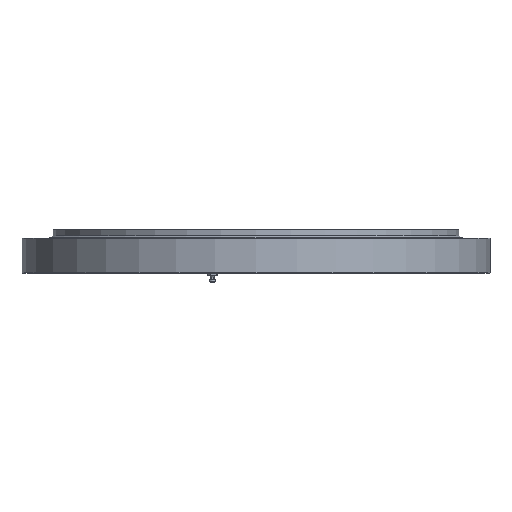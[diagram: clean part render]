
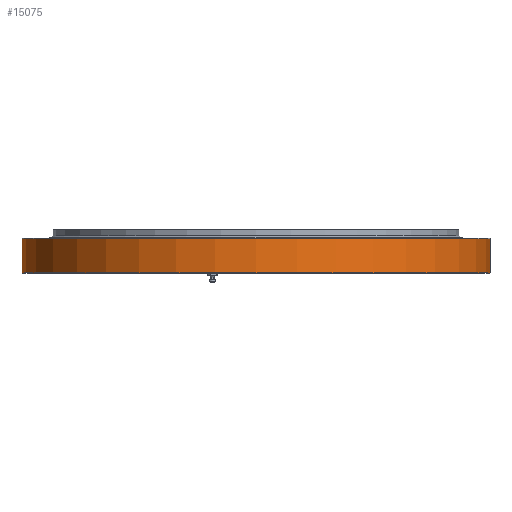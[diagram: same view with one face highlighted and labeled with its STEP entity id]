
A CAD part, front view. The second image highlights one B-rep face of the part: STEP entity #15075.
In plain terms, the highlighted cylindrical face has radius 267.5 mm (diameter 535 mm), a full revolution.
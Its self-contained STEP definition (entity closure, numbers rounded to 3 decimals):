
#1539 = CARTESIAN_POINT ( 'NONE',  ( 0., 0., 22. ) ) ;
#3265 = DIRECTION ( 'NONE',  ( 1., 0., 0. ) ) ;
#4712 = ORIENTED_EDGE ( 'NONE', *, *, #10132, .T. ) ;
#5237 = FACE_OUTER_BOUND ( 'NONE', #28248, .T. ) ;
#5395 = CARTESIAN_POINT ( 'NONE',  ( -267.5, 0., 22. ) ) ;
#7023 = CARTESIAN_POINT ( 'NONE',  ( 0., 0., 0. ) ) ;
#10086 = VERTEX_POINT ( 'NONE', #19069 ) ;
#10132 = EDGE_CURVE ( 'NONE', #10086, #10086, #34271, .T. ) ;
#10805 = AXIS2_PLACEMENT_3D ( 'NONE', #1539, #24783, #21844 ) ;
#12757 = CIRCLE ( 'NONE', #10805, 267.5 ) ;
#12955 = DIRECTION ( 'NONE',  ( 1., 0., 0. ) ) ;
#15075 = ADVANCED_FACE ( 'NONE', ( #5237, #31450 ), #23183, .T. ) ;
#19069 = CARTESIAN_POINT ( 'NONE',  ( 267.5, 0., -17. ) ) ;
#20226 = AXIS2_PLACEMENT_3D ( 'NONE', #23703, #32301, #3265 ) ;
#21315 = EDGE_LOOP ( 'NONE', ( #4712 ) ) ;
#21844 = DIRECTION ( 'NONE',  ( -1., 0., 0. ) ) ;
#23183 = CYLINDRICAL_SURFACE ( 'NONE', #35028, 267.5 ) ;
#23703 = CARTESIAN_POINT ( 'NONE',  ( 0., 0., -17. ) ) ;
#24728 = DIRECTION ( 'NONE',  ( 0., 0., 1. ) ) ;
#24783 = DIRECTION ( 'NONE',  ( 0., 0., -1. ) ) ;
#25359 = EDGE_CURVE ( 'NONE', #27520, #27520, #12757, .T. ) ;
#27520 = VERTEX_POINT ( 'NONE', #5395 ) ;
#28248 = EDGE_LOOP ( 'NONE', ( #36839 ) ) ;
#31450 = FACE_OUTER_BOUND ( 'NONE', #21315, .T. ) ;
#32301 = DIRECTION ( 'NONE',  ( 0., 0., 1. ) ) ;
#34271 = CIRCLE ( 'NONE', #20226, 267.5 ) ;
#35028 = AXIS2_PLACEMENT_3D ( 'NONE', #7023, #24728, #12955 ) ;
#36839 = ORIENTED_EDGE ( 'NONE', *, *, #25359, .T. ) ;
